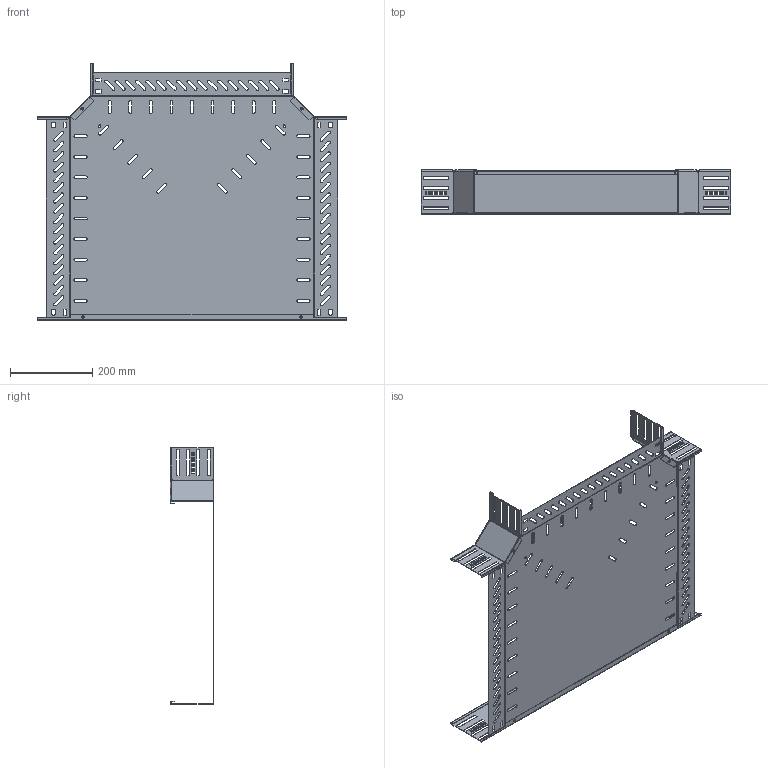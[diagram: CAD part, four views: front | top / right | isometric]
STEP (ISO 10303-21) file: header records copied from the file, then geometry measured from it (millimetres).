
FILE_DESCRIPTION (( 'STEP AP214' ), '1' );
FILE_NAME ('6038310.STEP', '2024-05-24T11:23:09', ( '' ), ( '' ), 'SwSTEP 2.0', 'SolidWorks 2022', '' );
FILE_SCHEMA (( 'AUTOMOTIVE_DESIGN' ));
Length unit declared in the file: millimetre
Products named in the file (4): 6038310; 167655_110x90°; 172072_500; 181552_500
Assembly tree (4 placements, depth 2):
  6038310
    172072_500
    167655_110x90°  x2
    181552_500
Bounding box: 754 x 107 x 624.99 mm (x, y, z)
Volume: 561518.9 mm3; surface area: 1071009.5 mm2
Topology: 4 solids, 4 shells, 1216 faces, 3432 edges, 2224 vertices
Faces by surface type: plane 718, cylinder 482, bspline 16
Entity records: 38105 total; most frequent: CARTESIAN_POINT 6097, ORIENTED_EDGE 5636, DIRECTION 5536, EDGE_CURVE 2818, LINE 1954, VECTOR 1954, VERTEX_POINT 1836, AXIS2_PLACEMENT_3D 1791
